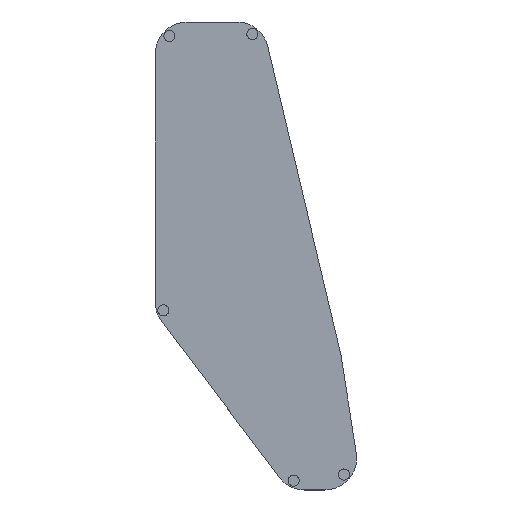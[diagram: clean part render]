
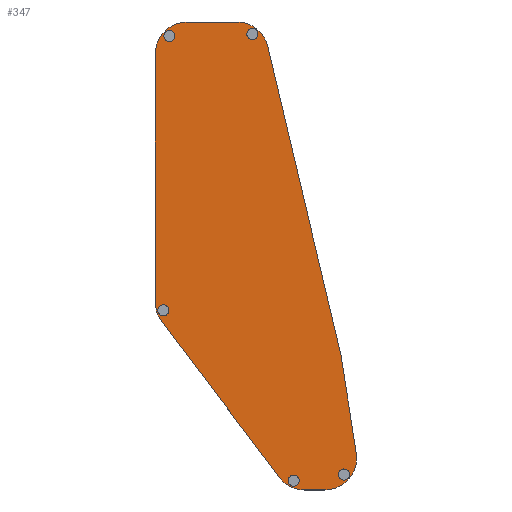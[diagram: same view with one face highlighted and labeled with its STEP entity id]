
A CAD part, top view. The second image highlights one B-rep face of the part: STEP entity #347.
In plain terms, the highlighted planar face has unit normal (0, 0, 1).
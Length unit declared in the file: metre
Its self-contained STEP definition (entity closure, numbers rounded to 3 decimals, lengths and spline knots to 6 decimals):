
#29=CIRCLE('',#391,0.0031);
#30=CIRCLE('',#392,0.0031);
#31=CIRCLE('',#393,0.0031);
#32=CIRCLE('',#394,0.0031);
#33=CIRCLE('',#395,0.0031);
#34=CIRCLE('',#396,0.0177);
#35=CIRCLE('',#397,0.0177);
#36=CIRCLE('',#398,0.0177);
#37=CIRCLE('',#399,0.0177);
#38=CIRCLE('',#400,0.0177);
#39=CIRCLE('',#401,0.0177);
#57=ORIENTED_EDGE('',*,*,#149,.T.);
#58=ORIENTED_EDGE('',*,*,#150,.T.);
#59=ORIENTED_EDGE('',*,*,#151,.T.);
#60=ORIENTED_EDGE('',*,*,#152,.T.);
#61=ORIENTED_EDGE('',*,*,#153,.T.);
#62=ORIENTED_EDGE('',*,*,#154,.T.);
#63=ORIENTED_EDGE('',*,*,#155,.F.);
#64=ORIENTED_EDGE('',*,*,#156,.T.);
#65=ORIENTED_EDGE('',*,*,#157,.F.);
#66=ORIENTED_EDGE('',*,*,#158,.T.);
#67=ORIENTED_EDGE('',*,*,#159,.F.);
#68=ORIENTED_EDGE('',*,*,#160,.T.);
#69=ORIENTED_EDGE('',*,*,#161,.F.);
#70=ORIENTED_EDGE('',*,*,#162,.T.);
#71=ORIENTED_EDGE('',*,*,#163,.F.);
#72=ORIENTED_EDGE('',*,*,#164,.T.);
#73=ORIENTED_EDGE('',*,*,#165,.F.);
#149=EDGE_CURVE('',#195,#195,#29,.T.);
#150=EDGE_CURVE('',#196,#196,#30,.T.);
#151=EDGE_CURVE('',#197,#197,#31,.T.);
#152=EDGE_CURVE('',#198,#198,#32,.T.);
#153=EDGE_CURVE('',#199,#199,#33,.T.);
#154=EDGE_CURVE('',#200,#201,#223,.T.);
#155=EDGE_CURVE('',#202,#201,#34,.T.);
#156=EDGE_CURVE('',#202,#203,#224,.T.);
#157=EDGE_CURVE('',#204,#203,#35,.T.);
#158=EDGE_CURVE('',#204,#205,#225,.T.);
#159=EDGE_CURVE('',#206,#205,#36,.T.);
#160=EDGE_CURVE('',#206,#207,#226,.T.);
#161=EDGE_CURVE('',#208,#207,#37,.T.);
#162=EDGE_CURVE('',#208,#209,#227,.T.);
#163=EDGE_CURVE('',#210,#209,#38,.T.);
#164=EDGE_CURVE('',#210,#211,#228,.T.);
#165=EDGE_CURVE('',#200,#211,#39,.T.);
#195=VERTEX_POINT('',#575);
#196=VERTEX_POINT('',#577);
#197=VERTEX_POINT('',#579);
#198=VERTEX_POINT('',#581);
#199=VERTEX_POINT('',#583);
#200=VERTEX_POINT('',#585);
#201=VERTEX_POINT('',#586);
#202=VERTEX_POINT('',#588);
#203=VERTEX_POINT('',#590);
#204=VERTEX_POINT('',#592);
#205=VERTEX_POINT('',#594);
#206=VERTEX_POINT('',#596);
#207=VERTEX_POINT('',#598);
#208=VERTEX_POINT('',#600);
#209=VERTEX_POINT('',#602);
#210=VERTEX_POINT('',#604);
#211=VERTEX_POINT('',#606);
#223=LINE('',#584,#247);
#224=LINE('',#589,#248);
#225=LINE('',#593,#249);
#226=LINE('',#597,#250);
#227=LINE('',#601,#251);
#228=LINE('',#605,#252);
#247=VECTOR('',#463,1.);
#248=VECTOR('',#466,1.);
#249=VECTOR('',#469,1.);
#250=VECTOR('',#472,1.);
#251=VECTOR('',#475,1.);
#252=VECTOR('',#478,1.);
#266=EDGE_LOOP('',(#57));
#267=EDGE_LOOP('',(#58));
#268=EDGE_LOOP('',(#59));
#269=EDGE_LOOP('',(#60));
#270=EDGE_LOOP('',(#61));
#271=EDGE_LOOP('',(#62,#63,#64,#65,#66,#67,#68,#69,#70,#71,#72,#73));
#300=FACE_BOUND('',#266,.T.);
#301=FACE_BOUND('',#267,.T.);
#302=FACE_BOUND('',#268,.T.);
#303=FACE_BOUND('',#269,.T.);
#304=FACE_BOUND('',#270,.T.);
#305=FACE_BOUND('',#271,.T.);
#334=PLANE('',#390);
#347=ADVANCED_FACE('',(#300,#301,#302,#303,#304,#305),#334,.F.);
#390=AXIS2_PLACEMENT_3D('',#573,#451,#452);
#391=AXIS2_PLACEMENT_3D('',#574,#453,#454);
#392=AXIS2_PLACEMENT_3D('',#576,#455,#456);
#393=AXIS2_PLACEMENT_3D('',#578,#457,#458);
#394=AXIS2_PLACEMENT_3D('',#580,#459,#460);
#395=AXIS2_PLACEMENT_3D('',#582,#461,#462);
#396=AXIS2_PLACEMENT_3D('',#587,#464,#465);
#397=AXIS2_PLACEMENT_3D('',#591,#467,#468);
#398=AXIS2_PLACEMENT_3D('',#595,#470,#471);
#399=AXIS2_PLACEMENT_3D('',#599,#473,#474);
#400=AXIS2_PLACEMENT_3D('',#603,#476,#477);
#401=AXIS2_PLACEMENT_3D('',#607,#479,#480);
#451=DIRECTION('',(0.,0.,-1.));
#452=DIRECTION('',(1.,0.,0.));
#453=DIRECTION('',(0.,0.,-1.));
#454=DIRECTION('',(-1.,0.,0.));
#455=DIRECTION('',(0.,0.,-1.));
#456=DIRECTION('',(-1.,0.,0.));
#457=DIRECTION('',(0.,0.,-1.));
#458=DIRECTION('',(-1.,0.,0.));
#459=DIRECTION('',(0.,0.,-1.));
#460=DIRECTION('',(-1.,0.,0.));
#461=DIRECTION('',(0.,0.,-1.));
#462=DIRECTION('',(-1.,0.,0.));
#463=DIRECTION('',(-1.,0.,0.));
#464=DIRECTION('',(0.,0.,-1.));
#465=DIRECTION('',(-1.,0.,0.));
#466=DIRECTION('',(0.,-1.,0.));
#467=DIRECTION('',(0.,0.,-1.));
#468=DIRECTION('',(-1.,0.,0.));
#469=DIRECTION('',(0.603,-0.798,0.));
#470=DIRECTION('',(0.,0.,-1.));
#471=DIRECTION('',(-1.,0.,0.));
#472=DIRECTION('',(1.,0.,0.));
#473=DIRECTION('',(0.,0.,-1.));
#474=DIRECTION('',(-1.,0.,0.));
#475=DIRECTION('',(-0.154,0.988,0.));
#476=DIRECTION('',(0.,0.,-1.));
#477=DIRECTION('',(-1.,0.,0.));
#478=DIRECTION('',(-0.231,0.973,0.));
#479=DIRECTION('',(0.,0.,-1.));
#480=DIRECTION('',(-1.,0.,0.));
#573=CARTESIAN_POINT('',(0.119158,-0.24,0.0047));
#574=CARTESIAN_POINT('',(0.116325,-0.116517,0.0047));
#575=CARTESIAN_POINT('',(0.113225,-0.116517,0.0047));
#576=CARTESIAN_POINT('',(0.167267,-0.361603,0.0047));
#577=CARTESIAN_POINT('',(0.164167,-0.361603,0.0047));
#578=CARTESIAN_POINT('',(0.139253,-0.365033,0.0047));
#579=CARTESIAN_POINT('',(0.136153,-0.365033,0.0047));
#580=CARTESIAN_POINT('',(0.066726,-0.270245,0.0047));
#581=CARTESIAN_POINT('',(0.063626,-0.270245,0.0047));
#582=CARTESIAN_POINT('',(0.070101,-0.117601,0.0047));
#583=CARTESIAN_POINT('',(0.067001,-0.117601,0.0047));
#584=CARTESIAN_POINT('',(0.119158,-0.1098,0.0047));
#585=CARTESIAN_POINT('',(0.107643,-0.1098,0.0047));
#586=CARTESIAN_POINT('',(0.08,-0.1098,0.0047));
#587=CARTESIAN_POINT('',(0.08,-0.1275,0.0047));
#588=CARTESIAN_POINT('',(0.0623,-0.1275,0.0047));
#589=CARTESIAN_POINT('',(0.0623,-0.24,0.0047));
#590=CARTESIAN_POINT('',(0.0623,-0.265795,0.0047));
#591=CARTESIAN_POINT('',(0.08,-0.265795,0.0047));
#592=CARTESIAN_POINT('',(0.065876,-0.276464,0.0047));
#593=CARTESIAN_POINT('',(0.067696,-0.278872,0.0047));
#594=CARTESIAN_POINT('',(0.131369,-0.363168,0.0047));
#595=CARTESIAN_POINT('',(0.145493,-0.3525,0.0047));
#596=CARTESIAN_POINT('',(0.145493,-0.3702,0.0047));
#597=CARTESIAN_POINT('',(0.119158,-0.3702,0.0047));
#598=CARTESIAN_POINT('',(0.15663,-0.3702,0.0047));
#599=CARTESIAN_POINT('',(0.15663,-0.3525,0.0047));
#600=CARTESIAN_POINT('',(0.174118,-0.349766,0.0047));
#601=CARTESIAN_POINT('',(0.156055,-0.234231,0.0047));
#602=CARTESIAN_POINT('',(0.165638,-0.29553,0.0047));
#603=CARTESIAN_POINT('',(0.148151,-0.298264,0.0047));
#604=CARTESIAN_POINT('',(0.165373,-0.294179,0.0047));
#605=CARTESIAN_POINT('',(0.150744,-0.232507,0.0047));
#606=CARTESIAN_POINT('',(0.124865,-0.123415,0.0047));
#607=CARTESIAN_POINT('',(0.107643,-0.1275,0.0047));
